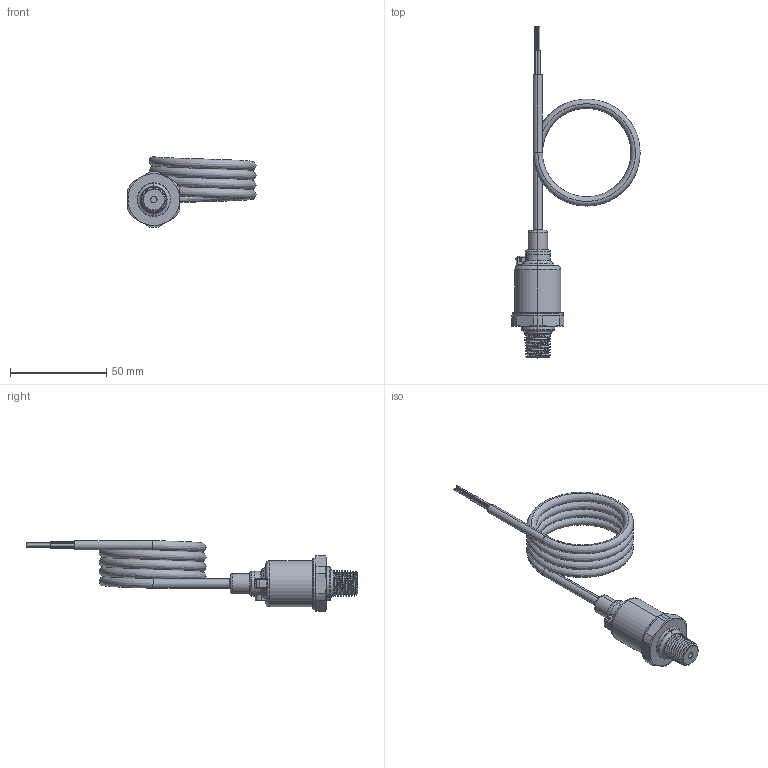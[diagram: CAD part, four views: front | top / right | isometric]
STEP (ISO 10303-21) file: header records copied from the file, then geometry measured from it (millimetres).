
FILE_DESCRIPTION (( 'STEP AP203' ), '1' );
FILE_NAME ('3861N14_Absolute Pressure Transmitter.STEP', '2025-04-15T12:18:58', ( 'Administrator' ), ( 'Managed by Terraform' ), 'SwSTEP 2.0', 'SolidWorks 2017', '' );
FILE_SCHEMA (( 'CONFIG_CONTROL_DESIGN' ));
Length unit declared in the file: inch
Products named in the file (1): 3861N14_Absolute Pressure Transmitter
Bounding box: 66.7 x 172.83 x 36.9 mm (x, y, z)
Volume: 32609.7 mm3; surface area: 19704.8 mm2
Topology: 13 solids, 13 shells, 223 faces, 502 edges, 309 vertices
Faces by surface type: cylinder 80, plane 49, cone 49, torus 26, bspline 19
Entity records: 17373 total; most frequent: CARTESIAN_POINT 12448, DIRECTION 1011, ORIENTED_EDGE 1004, EDGE_CURVE 502, AXIS2_PLACEMENT_3D 435, VERTEX_POINT 309, EDGE_LOOP 241, CIRCLE 230
